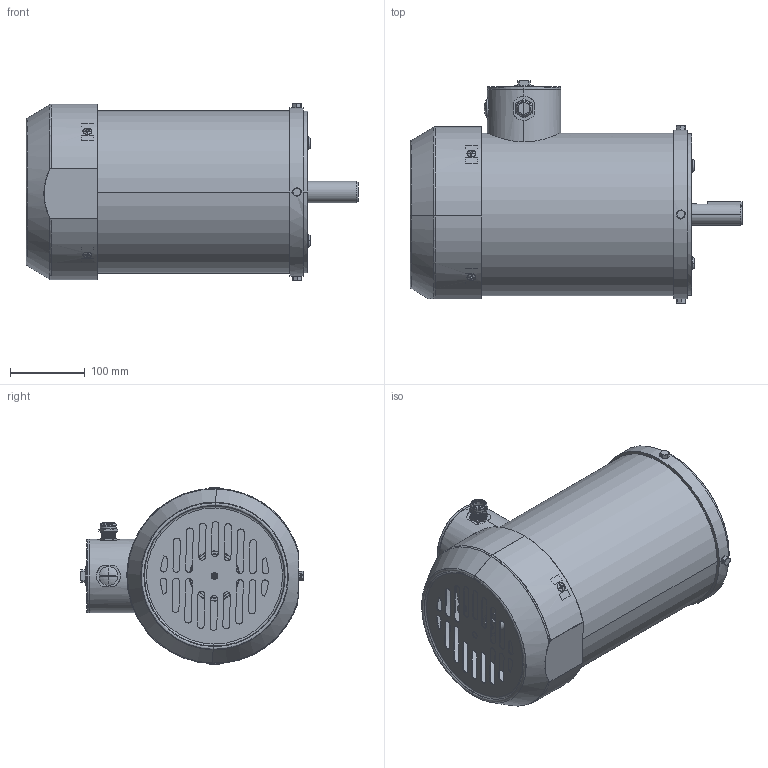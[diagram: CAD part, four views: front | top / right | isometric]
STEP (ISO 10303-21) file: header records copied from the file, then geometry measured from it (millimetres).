
FILE_DESCRIPTION(('CATIA V5 STEP Exchange'),'2;1');
FILE_NAME('182TC-3HP-2_182TC-1.stp','2017-11-15T01:38:50+00:00',('none'),('none'),'Version 5-6 Release 2012','CATIA V5 STEP AP203','none');
FILE_SCHEMA(('CONFIG_CONTROL_DESIGN'));
Length unit declared in the file: millimetre
Products named in the file (5): £¨182TC-3HP-2£©£¨182TC-1.5HP-6£©£¨184TC-5HP-2£©£¨184TC-2HP-6£©; 180TC-4 ¶¨×Ó.65. 5WT.672.102; 180TC-4 ¶¨×ÓÌúÐ¾5WT.663.102; 180TC-4 ×ª×Ó5WT.674.102; 180TC  Í²ÐÎ²»Ðâ¸Ö½ÓÏßºÐ
Assembly tree (64 placements, depth 4):
  £¨182TC-3HP-2£©£¨182TC-1.5HP-6£©£¨184TC-5HP-2£©£¨184TC-2HP-6£©
    #57  x4
    #929  x4
    #1388
    #2900  x4
    #3249  x4
    #3444  x2
    #3657
    180TC-4 ¶¨×Ó.65. 5WT.672.102
      180TC-4 ¶¨×ÓÌúÐ¾5WT.663.102
        #4607  x6
        #5435
      #18039
      #29946
    #30964  x4
    #31768  x8
    #32114  x2
    180TC-4 ×ª×Ó5WT.674.102
      #32885
      #57188
      #59905
      #60084
      #68375
    #76710  x2
    #77053
    #77870
    #78556
    #79433
    #87102
    180TC  Í²ÐÎ²»Ðâ¸Ö½ÓÏßºÐ
      #96349
      #97971
      #101859
      #109954
      #110795
Bounding box: 442.82 x 296.96 x 237.04 mm (x, y, z)
Volume: 4237629.2 mm3; surface area: 1377776.4 mm2
Topology: 60 solids, 92 shells, 3578 faces, 9268 edges, 5640 vertices
Faces by surface type: plane 1065, cylinder 892, bspline 816, torus 305, sphere 252, cone 240, revolution 8
Entity records: 109272 total; most frequent: CARTESIAN_POINT 44355, ORIENTED_EDGE 15732, DIRECTION 9706, EDGE_CURVE 7866, VERTEX_POINT 4933, AXIS2_PLACEMENT_3D 4728, EDGE_LOOP 3295, ADVANCED_FACE 3079
